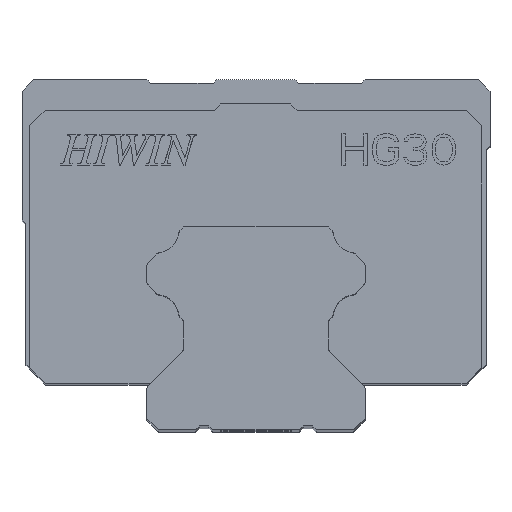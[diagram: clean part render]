
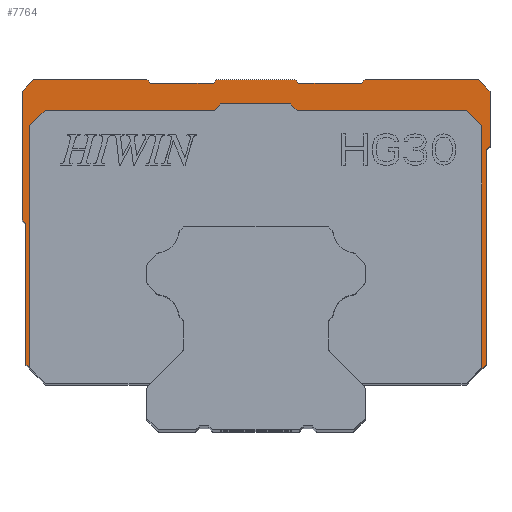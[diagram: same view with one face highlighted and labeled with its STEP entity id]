
A CAD part, top view. The second image highlights one B-rep face of the part: STEP entity #7764.
In plain terms, the highlighted planar face has unit normal (0, 0, 1).
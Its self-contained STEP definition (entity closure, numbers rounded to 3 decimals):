
#1961=DIRECTION('',(0.707,0.707,0.));
#1962=VECTOR('',#1961,2.884);
#1963=CARTESIAN_POINT('',(26.924,-20.,46.5));
#1964=LINE('',#1963,#1962);
#1965=DIRECTION('',(0.,1.,0.));
#1966=VECTOR('',#1965,31.);
#1967=CARTESIAN_POINT('',(28.963,-17.961,46.5));
#1968=LINE('',#1967,#1966);
#1969=DIRECTION('',(-0.707,0.707,0.));
#1970=VECTOR('',#1969,2.828);
#1971=CARTESIAN_POINT('',(28.963,13.039,46.5));
#1972=LINE('',#1971,#1970);
#1973=DIRECTION('',(-1.,0.,0.));
#1974=VECTOR('',#1973,21.7);
#1975=CARTESIAN_POINT('',(26.963,15.039,46.5));
#1976=LINE('',#1975,#1974);
#1977=DIRECTION('',(-0.707,0.707,0.));
#1978=VECTOR('',#1977,1.131);
#1979=CARTESIAN_POINT('',(5.263,15.039,46.5));
#1980=LINE('',#1979,#1978);
#1981=DIRECTION('',(-1.,0.,0.));
#1982=VECTOR('',#1981,9.);
#1983=CARTESIAN_POINT('',(4.463,15.839,46.5));
#1984=LINE('',#1983,#1982);
#1985=DIRECTION('',(-0.707,-0.707,0.));
#1986=VECTOR('',#1985,1.131);
#1987=CARTESIAN_POINT('',(-4.537,15.839,46.5));
#1988=LINE('',#1987,#1986);
#1989=DIRECTION('',(-1.,0.,0.));
#1990=VECTOR('',#1989,21.7);
#1991=CARTESIAN_POINT('',(-5.337,15.039,46.5));
#1992=LINE('',#1991,#1990);
#1993=DIRECTION('',(-0.707,-0.707,0.));
#1994=VECTOR('',#1993,2.828);
#1995=CARTESIAN_POINT('',(-27.037,15.039,46.5));
#1996=LINE('',#1995,#1994);
#1997=DIRECTION('',(0.,-1.,0.));
#1998=VECTOR('',#1997,31.001);
#1999=CARTESIAN_POINT('',(-29.037,13.039,46.5));
#2000=LINE('',#1999,#1998);
#2001=DIRECTION('',(0.708,-0.706,0.));
#2002=VECTOR('',#2001,0.654);
#2003=CARTESIAN_POINT('',(-29.5,-17.5,46.5));
#2004=LINE('',#2003,#2002);
#2005=DIRECTION('',(0.,-1.,0.));
#2006=VECTOR('',#2005,18.);
#2007=CARTESIAN_POINT('',(-29.5,0.5,46.5));
#2008=LINE('',#2007,#2006);
#2009=DIRECTION('',(0.707,-0.707,0.));
#2010=VECTOR('',#2009,0.707);
#2011=CARTESIAN_POINT('',(-30.,1.,46.5));
#2012=LINE('',#2011,#2010);
#2013=DIRECTION('',(0.,-1.,0.));
#2014=VECTOR('',#2013,16.5);
#2015=CARTESIAN_POINT('',(-30.,17.5,46.5));
#2016=LINE('',#2015,#2014);
#2017=DIRECTION('',(-0.707,-0.707,0.));
#2018=VECTOR('',#2017,2.121);
#2019=CARTESIAN_POINT('',(-28.5,19.,46.5));
#2020=LINE('',#2019,#2018);
#2021=DIRECTION('',(-1.,0.,0.));
#2022=VECTOR('',#2021,14.5);
#2023=CARTESIAN_POINT('',(-14.,19.,46.5));
#2024=LINE('',#2023,#2022);
#2025=DIRECTION('',(-0.707,0.707,0.));
#2026=VECTOR('',#2025,0.707);
#2027=CARTESIAN_POINT('',(-13.5,18.5,46.5));
#2028=LINE('',#2027,#2026);
#2029=DIRECTION('',(-1.,0.,0.));
#2030=VECTOR('',#2029,8.);
#2031=CARTESIAN_POINT('',(-5.5,18.5,46.5));
#2032=LINE('',#2031,#2030);
#2033=DIRECTION('',(-0.707,-0.707,0.));
#2034=VECTOR('',#2033,0.707);
#2035=CARTESIAN_POINT('',(-5.,19.,46.5));
#2036=LINE('',#2035,#2034);
#2037=DIRECTION('',(-1.,0.,0.));
#2038=VECTOR('',#2037,10.);
#2039=CARTESIAN_POINT('',(5.,19.,46.5));
#2040=LINE('',#2039,#2038);
#2041=DIRECTION('',(-0.707,0.707,0.));
#2042=VECTOR('',#2041,0.707);
#2043=CARTESIAN_POINT('',(5.5,18.5,46.5));
#2044=LINE('',#2043,#2042);
#2045=DIRECTION('',(-1.,0.,0.));
#2046=VECTOR('',#2045,8.);
#2047=CARTESIAN_POINT('',(13.5,18.5,46.5));
#2048=LINE('',#2047,#2046);
#2049=DIRECTION('',(-0.707,-0.707,0.));
#2050=VECTOR('',#2049,0.707);
#2051=CARTESIAN_POINT('',(14.,19.,46.5));
#2052=LINE('',#2051,#2050);
#2053=DIRECTION('',(-1.,0.,0.));
#2054=VECTOR('',#2053,14.5);
#2055=CARTESIAN_POINT('',(28.5,19.,46.5));
#2056=LINE('',#2055,#2054);
#2057=DIRECTION('',(-0.707,0.707,0.));
#2058=VECTOR('',#2057,2.121);
#2059=CARTESIAN_POINT('',(30.,17.5,46.5));
#2060=LINE('',#2059,#2058);
#2061=DIRECTION('',(0.,1.,0.));
#2062=VECTOR('',#2061,7.);
#2063=CARTESIAN_POINT('',(30.,10.5,46.5));
#2064=LINE('',#2063,#2062);
#2065=DIRECTION('',(0.707,0.707,0.));
#2066=VECTOR('',#2065,0.707);
#2067=CARTESIAN_POINT('',(29.5,10.,46.5));
#2068=LINE('',#2067,#2066);
#2069=DIRECTION('',(0.,1.,0.));
#2070=VECTOR('',#2069,27.5);
#2071=CARTESIAN_POINT('',(29.5,-17.5,46.5));
#2072=LINE('',#2071,#2070);
#2073=DIRECTION('',(0.707,0.707,0.));
#2074=VECTOR('',#2073,3.536);
#2075=CARTESIAN_POINT('',(27.,-20.,46.5));
#2076=LINE('',#2075,#2074);
#2077=DIRECTION('',(1.,0.,0.));
#2078=VECTOR('',#2077,0.076);
#2079=CARTESIAN_POINT('',(26.924,-20.,46.5));
#2080=LINE('',#2079,#2078);
#4832=CARTESIAN_POINT('',(27.,-20.,46.5));
#4833=CARTESIAN_POINT('',(29.5,-17.5,46.5));
#4834=VERTEX_POINT('',#4832);
#4835=VERTEX_POINT('',#4833);
#4836=CARTESIAN_POINT('',(29.5,10.,46.5));
#4837=VERTEX_POINT('',#4836);
#4838=CARTESIAN_POINT('',(30.,10.5,46.5));
#4839=VERTEX_POINT('',#4838);
#4840=CARTESIAN_POINT('',(30.,17.5,46.5));
#4841=VERTEX_POINT('',#4840);
#4842=CARTESIAN_POINT('',(28.5,19.,46.5));
#4843=VERTEX_POINT('',#4842);
#4844=CARTESIAN_POINT('',(14.,19.,46.5));
#4845=VERTEX_POINT('',#4844);
#4846=CARTESIAN_POINT('',(13.5,18.5,46.5));
#4847=VERTEX_POINT('',#4846);
#4848=CARTESIAN_POINT('',(5.5,18.5,46.5));
#4849=VERTEX_POINT('',#4848);
#4850=CARTESIAN_POINT('',(5.,19.,46.5));
#4851=VERTEX_POINT('',#4850);
#4852=CARTESIAN_POINT('',(-5.,19.,46.5));
#4853=VERTEX_POINT('',#4852);
#4854=CARTESIAN_POINT('',(-5.5,18.5,46.5));
#4855=VERTEX_POINT('',#4854);
#4856=CARTESIAN_POINT('',(-13.5,18.5,46.5));
#4857=VERTEX_POINT('',#4856);
#4858=CARTESIAN_POINT('',(-14.,19.,46.5));
#4859=VERTEX_POINT('',#4858);
#4860=CARTESIAN_POINT('',(-28.5,19.,46.5));
#4861=VERTEX_POINT('',#4860);
#4862=CARTESIAN_POINT('',(-30.,17.5,46.5));
#4863=VERTEX_POINT('',#4862);
#4864=CARTESIAN_POINT('',(-30.,1.,46.5));
#4865=VERTEX_POINT('',#4864);
#4866=CARTESIAN_POINT('',(-29.5,0.5,46.5));
#4867=VERTEX_POINT('',#4866);
#4868=CARTESIAN_POINT('',(-29.5,-17.5,46.5));
#4869=VERTEX_POINT('',#4868);
#4966=CARTESIAN_POINT('',(26.924,-20.,46.5));
#4967=CARTESIAN_POINT('',(28.963,-17.961,46.5));
#4968=VERTEX_POINT('',#4966);
#4969=VERTEX_POINT('',#4967);
#4970=CARTESIAN_POINT('',(28.963,13.039,46.5));
#4971=VERTEX_POINT('',#4970);
#4972=CARTESIAN_POINT('',(26.963,15.039,46.5));
#4973=VERTEX_POINT('',#4972);
#4974=CARTESIAN_POINT('',(5.263,15.039,46.5));
#4975=VERTEX_POINT('',#4974);
#4976=CARTESIAN_POINT('',(4.463,15.839,46.5));
#4977=VERTEX_POINT('',#4976);
#4978=CARTESIAN_POINT('',(-4.537,15.839,46.5));
#4979=VERTEX_POINT('',#4978);
#4980=CARTESIAN_POINT('',(-5.337,15.039,46.5));
#4981=VERTEX_POINT('',#4980);
#4982=CARTESIAN_POINT('',(-27.037,15.039,46.5));
#4983=VERTEX_POINT('',#4982);
#4984=CARTESIAN_POINT('',(-29.037,13.039,46.5));
#4985=VERTEX_POINT('',#4984);
#4986=CARTESIAN_POINT('',(-29.037,-17.962,46.5));
#4987=VERTEX_POINT('',#4986);
#7700=CARTESIAN_POINT('',(0.,0.,46.5));
#7701=DIRECTION('',(0.,0.,1.));
#7702=DIRECTION('',(1.,0.,0.));
#7703=AXIS2_PLACEMENT_3D('',#7700,#7701,#7702);
#7704=PLANE('',#7703);
#7706=ORIENTED_EDGE('',*,*,#7705,.T.);
#7708=ORIENTED_EDGE('',*,*,#7707,.T.);
#7710=ORIENTED_EDGE('',*,*,#7709,.T.);
#7712=ORIENTED_EDGE('',*,*,#7711,.T.);
#7714=ORIENTED_EDGE('',*,*,#7713,.T.);
#7716=ORIENTED_EDGE('',*,*,#7715,.T.);
#7718=ORIENTED_EDGE('',*,*,#7717,.T.);
#7720=ORIENTED_EDGE('',*,*,#7719,.T.);
#7722=ORIENTED_EDGE('',*,*,#7721,.T.);
#7723=ORIENTED_EDGE('',*,*,#7691,.T.);
#7724=ORIENTED_EDGE('',*,*,#6392,.F.);
#7726=ORIENTED_EDGE('',*,*,#7725,.F.);
#7728=ORIENTED_EDGE('',*,*,#7727,.F.);
#7730=ORIENTED_EDGE('',*,*,#7729,.F.);
#7732=ORIENTED_EDGE('',*,*,#7731,.F.);
#7734=ORIENTED_EDGE('',*,*,#7733,.F.);
#7736=ORIENTED_EDGE('',*,*,#7735,.F.);
#7738=ORIENTED_EDGE('',*,*,#7737,.F.);
#7740=ORIENTED_EDGE('',*,*,#7739,.F.);
#7742=ORIENTED_EDGE('',*,*,#7741,.F.);
#7744=ORIENTED_EDGE('',*,*,#7743,.F.);
#7746=ORIENTED_EDGE('',*,*,#7745,.F.);
#7748=ORIENTED_EDGE('',*,*,#7747,.F.);
#7750=ORIENTED_EDGE('',*,*,#7749,.F.);
#7752=ORIENTED_EDGE('',*,*,#7751,.F.);
#7754=ORIENTED_EDGE('',*,*,#7753,.F.);
#7756=ORIENTED_EDGE('',*,*,#7755,.F.);
#7758=ORIENTED_EDGE('',*,*,#7757,.F.);
#7760=ORIENTED_EDGE('',*,*,#7759,.F.);
#7761=ORIENTED_EDGE('',*,*,#6955,.F.);
#7762=EDGE_LOOP('',(#7706,#7708,#7710,#7712,#7714,#7716,#7718,#7720,#7722,#7723,
#7724,#7726,#7728,#7730,#7732,#7734,#7736,#7738,#7740,#7742,#7744,#7746,#7748,
#7750,#7752,#7754,#7756,#7758,#7760,#7761));
#7763=FACE_OUTER_BOUND('',#7762,.F.);
#7764=ADVANCED_FACE('',(#7763),#7704,.T.);
#6392=EDGE_CURVE('',#4869,#4987,#2004,.T.);
#6955=EDGE_CURVE('',#4968,#4834,#2080,.T.);
#7691=EDGE_CURVE('',#4985,#4987,#2000,.T.);
#7705=EDGE_CURVE('',#4968,#4969,#1964,.T.);
#7707=EDGE_CURVE('',#4969,#4971,#1968,.T.);
#7709=EDGE_CURVE('',#4971,#4973,#1972,.T.);
#7711=EDGE_CURVE('',#4973,#4975,#1976,.T.);
#7713=EDGE_CURVE('',#4975,#4977,#1980,.T.);
#7715=EDGE_CURVE('',#4977,#4979,#1984,.T.);
#7717=EDGE_CURVE('',#4979,#4981,#1988,.T.);
#7719=EDGE_CURVE('',#4981,#4983,#1992,.T.);
#7721=EDGE_CURVE('',#4983,#4985,#1996,.T.);
#7725=EDGE_CURVE('',#4867,#4869,#2008,.T.);
#7727=EDGE_CURVE('',#4865,#4867,#2012,.T.);
#7729=EDGE_CURVE('',#4863,#4865,#2016,.T.);
#7731=EDGE_CURVE('',#4861,#4863,#2020,.T.);
#7733=EDGE_CURVE('',#4859,#4861,#2024,.T.);
#7735=EDGE_CURVE('',#4857,#4859,#2028,.T.);
#7737=EDGE_CURVE('',#4855,#4857,#2032,.T.);
#7739=EDGE_CURVE('',#4853,#4855,#2036,.T.);
#7741=EDGE_CURVE('',#4851,#4853,#2040,.T.);
#7743=EDGE_CURVE('',#4849,#4851,#2044,.T.);
#7745=EDGE_CURVE('',#4847,#4849,#2048,.T.);
#7747=EDGE_CURVE('',#4845,#4847,#2052,.T.);
#7749=EDGE_CURVE('',#4843,#4845,#2056,.T.);
#7751=EDGE_CURVE('',#4841,#4843,#2060,.T.);
#7753=EDGE_CURVE('',#4839,#4841,#2064,.T.);
#7755=EDGE_CURVE('',#4837,#4839,#2068,.T.);
#7757=EDGE_CURVE('',#4835,#4837,#2072,.T.);
#7759=EDGE_CURVE('',#4834,#4835,#2076,.T.);
